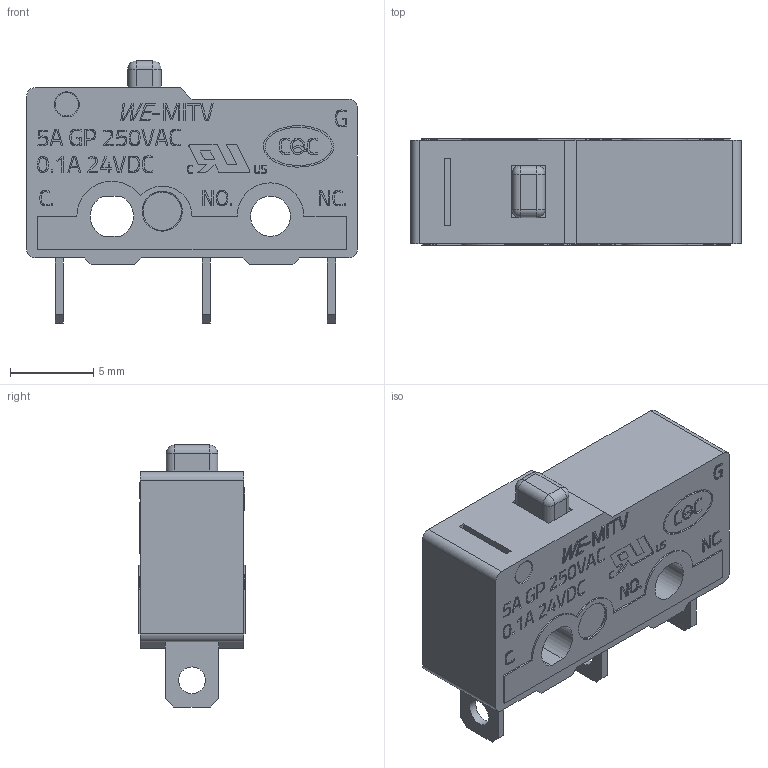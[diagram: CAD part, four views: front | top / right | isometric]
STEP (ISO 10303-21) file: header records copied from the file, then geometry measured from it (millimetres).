
FILE_DESCRIPTION(/* description */ ('Unknown'),/* implementation_level */ '2;1');
FILE_NAME(/* name */ '463091393403',/* time_stamp */ '2024-10-10T10:43:35+02:00',/* author */ ('Unknown'),/* organization */ ('Unknown'),/* preprocessor_version */ 'ST-DEVELOPER v19.4',/* originating_system */ 'Solid Edge',/* authorisation */ 'Unknown');
FILE_SCHEMA (('AUTOMOTIVE_DESIGN {1 0 10303 214 3 1 1}'));
Length unit declared in the file: millimetre
Products named in the file (4): 463091393403; Base; Terminal; Button
Assembly tree (5 placements, depth 2):
  463091393403
    Base
    Terminal  x3
    Button
Bounding box: 19.8 x 6.4 x 15.7 mm (x, y, z)
Volume: 1184 mm3; surface area: 1047.1 mm2
Topology: 5 solids, 5 shells, 941 faces, 2417 edges, 1605 vertices
Faces by surface type: plane 801, bspline 88, cylinder 44, torus 4, sphere 4
Full cylindrical faces by diameter (mm): 1.6 x3, 2.4 x3
Entity records: 31337 total; most frequent: CARTESIAN_POINT 11413, ORIENTED_EDGE 4684, DIRECTION 2902, EDGE_CURVE 2342, VERTEX_POINT 1574, B_SPLINE_CURVE_WITH_KNOTS 1216, EDGE_LOOP 1078, FACE_BOUND 1078
